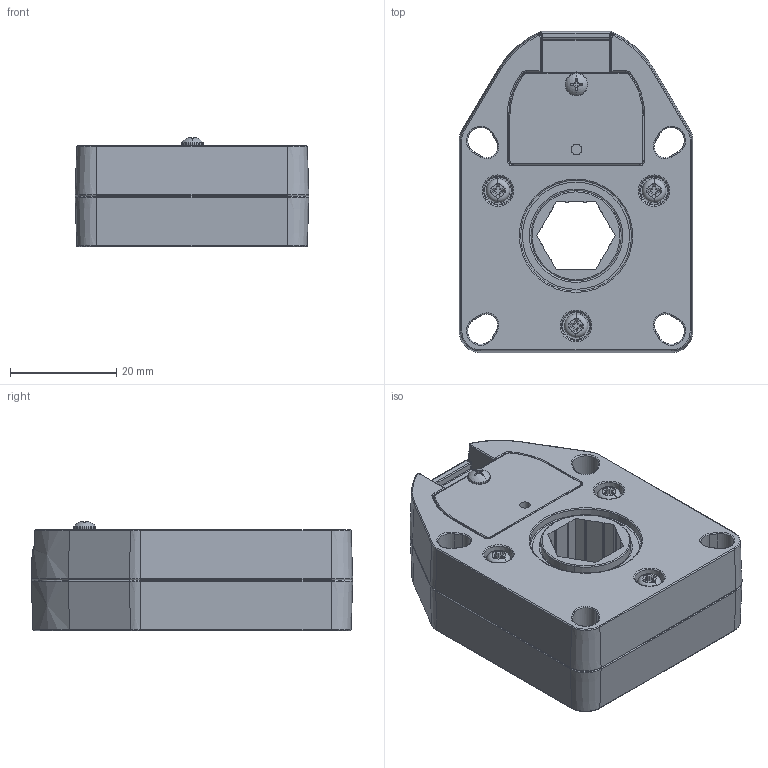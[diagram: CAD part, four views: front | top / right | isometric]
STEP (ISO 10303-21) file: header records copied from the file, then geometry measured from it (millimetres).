
FILE_DESCRIPTION (( 'STEP AP214' ), '1' );
FILE_NAME ('217-6785-000 Rev5.STEP', '2019-10-24T20:13:19', ( '' ), ( '' ), 'SwSTEP 2.0', 'SolidWorks 2017', '' );
FILE_SCHEMA (( 'AUTOMOTIVE_DESIGN' ));
Length unit declared in the file: millimetre
Products named in the file (12): 217-6785-100 Rev1; 217-6785-000 Rev5; 217-2788-001 Rev3_57155K375; 217-6515-008 Rev4; 217-6785-004 Rev5_18t Steel; 217-6785-003 Rev7_18t Steel; 217-6785-006 Rev3; 217-6785-001 Rev5; 217-6785-007 Rev2_99461A175; 217-2741-001 Rev4; 217-6785-002 Rev4; 217-6785-005 Rev7
Assembly tree (14 placements, depth 3):
  217-6785-000 Rev5
    217-6785-100 Rev1
      217-6785-001 Rev5
      217-6785-002 Rev4
      217-6785-003 Rev7_18t Steel
      217-6785-004 Rev5_18t Steel
      217-6785-006 Rev3  x3
      217-2741-001 Rev4  x2
      217-2788-001 Rev3_57155K375
      217-6515-008 Rev4
    217-6785-005 Rev7
    217-6785-007 Rev2_99461A175
Bounding box: 44.11 x 60.65 x 20.58 mm (x, y, z)
Volume: 24612.5 mm3; surface area: 29604.1 mm2
Topology: 28 solids, 28 shells, 2822 faces, 6634 edges, 3854 vertices
Faces by surface type: cylinder 807, torus 540, plane 538, bspline 443, sphere 271, cone 223
Entity records: 97689 total; most frequent: CARTESIAN_POINT 38720, DIRECTION 12492, ORIENTED_EDGE 12264, EDGE_CURVE 6132, AXIS2_PLACEMENT_3D 5285, VERTEX_POINT 3542, CIRCLE 3040, EDGE_LOOP 2742
